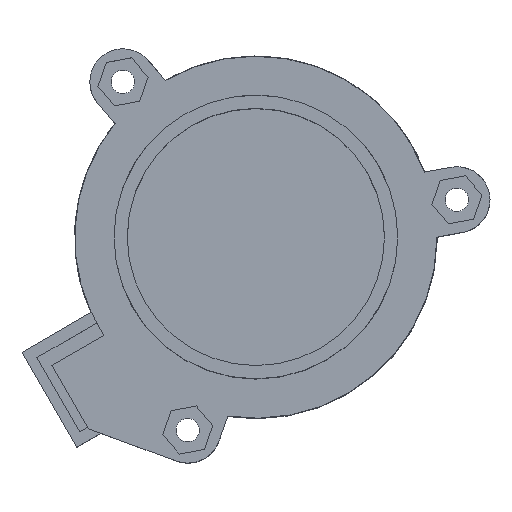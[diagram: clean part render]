
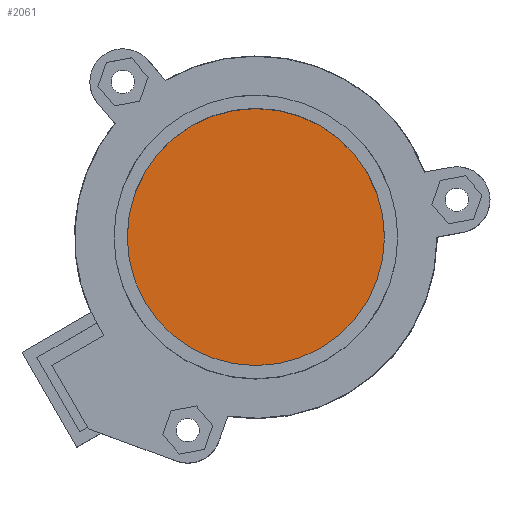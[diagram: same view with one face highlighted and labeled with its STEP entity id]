
A CAD part, top view. The second image highlights one B-rep face of the part: STEP entity #2061.
In plain terms, the highlighted face is planar.
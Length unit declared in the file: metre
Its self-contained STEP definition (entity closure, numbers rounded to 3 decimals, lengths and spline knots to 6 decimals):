
#85=PLANE('',#2233);
#158=CIRCLE('',#2234,0.029125);
#260=FACE_OUTER_BOUND('',#378,.T.);
#378=EDGE_LOOP('',(#1525));
#936=VERTEX_POINT('',#3228);
#1167=EDGE_CURVE('',#936,#936,#158,.T.);
#1525=ORIENTED_EDGE('',*,*,#1167,.T.);
#2061=ADVANCED_FACE('',(#260),#85,.F.);
#2233=AXIS2_PLACEMENT_3D('',#3227,#2554,#2555);
#2234=AXIS2_PLACEMENT_3D('',#3229,#2556,#2557);
#2554=DIRECTION('center_axis',(0.,0.,1.));
#2555=DIRECTION('ref_axis',(-1.,0.,0.));
#2556=DIRECTION('center_axis',(0.,0.,-1.));
#2557=DIRECTION('ref_axis',(1.,0.,0.));
#3227=CARTESIAN_POINT('Origin',(0.,0.,0.035));
#3228=CARTESIAN_POINT('',(-0.029125,0.,0.035));
#3229=CARTESIAN_POINT('Origin',(0.,0.,0.035));
